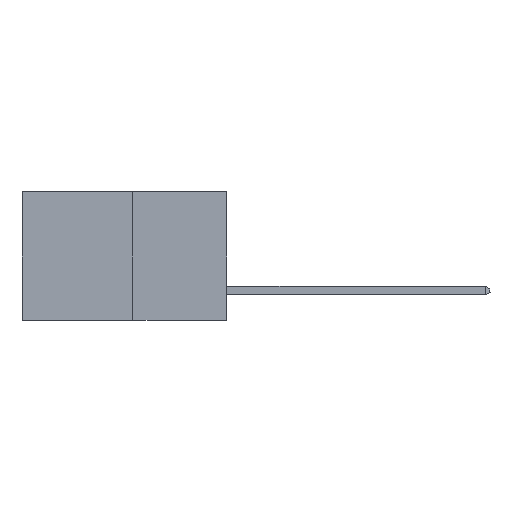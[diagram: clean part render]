
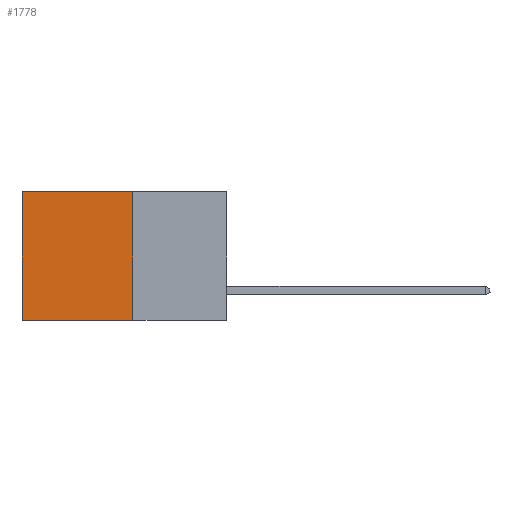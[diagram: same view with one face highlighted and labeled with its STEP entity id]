
A CAD part, left-side view. The second image highlights one B-rep face of the part: STEP entity #1778.
In plain terms, the highlighted planar face has unit normal (-1, 0, 0).
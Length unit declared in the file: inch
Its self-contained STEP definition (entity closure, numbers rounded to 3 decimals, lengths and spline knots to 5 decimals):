
#10 = VERTEX_POINT ( 'NONE', #8707 ) ;
#244 = CARTESIAN_POINT ( 'NONE',  ( 0.277, 0.27, -0.37 ) ) ;
#734 = DIRECTION ( 'NONE',  ( 0., 0., -1. ) ) ;
#751 = CARTESIAN_POINT ( 'NONE',  ( 0.277, 0.59, -0.37 ) ) ;
#818 = CARTESIAN_POINT ( 'NONE',  ( 0.277, 0.27, -0.37 ) ) ;
#1079 = CARTESIAN_POINT ( 'NONE',  ( 0.277, 0.27, -0.37 ) ) ;
#1159 = EDGE_CURVE ( 'NONE', #10, #3062, #19463, .T. ) ;
#1612 = CARTESIAN_POINT ( 'NONE',  ( 0.277, 0.59, -0.37 ) ) ;
#1778 = ADVANCED_FACE ( 'NONE', ( #12766 ), #9612, .F. ) ;
#1945 = EDGE_CURVE ( 'NONE', #10, #17063, #8769, .T. ) ;
#3062 = VERTEX_POINT ( 'NONE', #8139 ) ;
#3374 = DIRECTION ( 'NONE',  ( 0., 1., 0. ) ) ;
#3699 = LINE ( 'NONE', #751, #17869 ) ;
#3984 = VECTOR ( 'NONE', #3374, 39.37008 ) ;
#4069 = ORIENTED_EDGE ( 'NONE', *, *, #1159, .F. ) ;
#4088 = DIRECTION ( 'NONE',  ( 1., 0., 0. ) ) ;
#4382 = ORIENTED_EDGE ( 'NONE', *, *, #18263, .F. ) ;
#4518 = DIRECTION ( 'NONE',  ( 0., 0., -1. ) ) ;
#4730 = CARTESIAN_POINT ( 'NONE',  ( 0.277, 0.59, 0. ) ) ;
#8139 = CARTESIAN_POINT ( 'NONE',  ( 0.277, 0.27, -0.37 ) ) ;
#8397 = ORIENTED_EDGE ( 'NONE', *, *, #1945, .T. ) ;
#8707 = CARTESIAN_POINT ( 'NONE',  ( 0.277, 0.27, 0. ) ) ;
#8769 = LINE ( 'NONE', #17603, #3984 ) ;
#9608 = DIRECTION ( 'NONE',  ( 0., 0., -1. ) ) ;
#9612 = PLANE ( 'NONE',  #11451 ) ;
#11451 = AXIS2_PLACEMENT_3D ( 'NONE', #818, #4088, #9608 ) ;
#12766 = FACE_OUTER_BOUND ( 'NONE', #15633, .T. ) ;
#12948 = VECTOR ( 'NONE', #18940, 39.37008 ) ;
#14814 = ORIENTED_EDGE ( 'NONE', *, *, #21672, .T. ) ;
#15081 = VERTEX_POINT ( 'NONE', #1612 ) ;
#15543 = VECTOR ( 'NONE', #734, 39.37008 ) ;
#15633 = EDGE_LOOP ( 'NONE', ( #14814, #4382, #4069, #8397 ) ) ;
#17063 = VERTEX_POINT ( 'NONE', #4730 ) ;
#17603 = CARTESIAN_POINT ( 'NONE',  ( 0.277, 0.27, 0. ) ) ;
#17869 = VECTOR ( 'NONE', #4518, 39.37008 ) ;
#18263 = EDGE_CURVE ( 'NONE', #3062, #15081, #22009, .T. ) ;
#18940 = DIRECTION ( 'NONE',  ( 0., 1., 0. ) ) ;
#19463 = LINE ( 'NONE', #244, #15543 ) ;
#21672 = EDGE_CURVE ( 'NONE', #17063, #15081, #3699, .T. ) ;
#22009 = LINE ( 'NONE', #1079, #12948 ) ;
